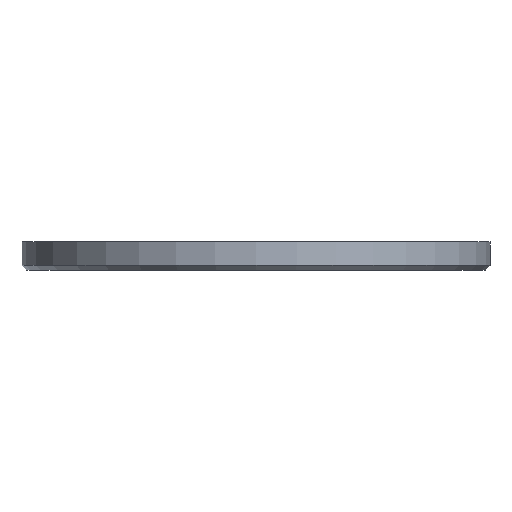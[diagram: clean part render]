
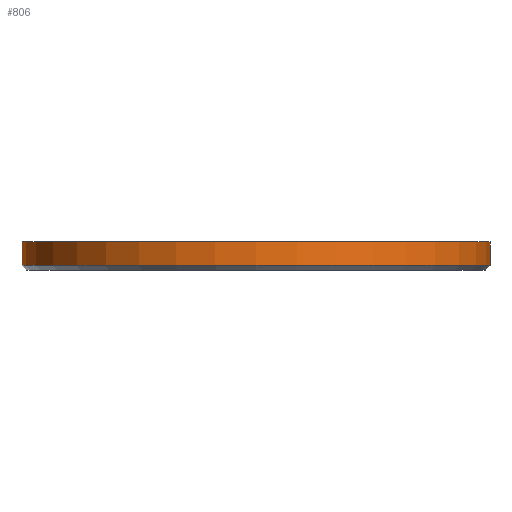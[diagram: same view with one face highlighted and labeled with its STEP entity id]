
A CAD part, front view. The second image highlights one B-rep face of the part: STEP entity #806.
In plain terms, the highlighted cylindrical face has radius 50 mm (diameter 100 mm), a partial arc.
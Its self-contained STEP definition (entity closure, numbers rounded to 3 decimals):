
#48 = CARTESIAN_POINT ( 'NONE',  ( 50., 0., 6. ) ) ;
#62 = CARTESIAN_POINT ( 'NONE',  ( 0., 0., 6. ) ) ;
#94 = CIRCLE ( 'NONE', #571, 50. ) ;
#98 = DIRECTION ( 'NONE',  ( 0., 0., 1. ) ) ;
#101 = EDGE_CURVE ( 'NONE', #281, #258, #94, .T. ) ;
#114 = CYLINDRICAL_SURFACE ( 'NONE', #316, 50. ) ;
#167 = EDGE_CURVE ( 'NONE', #458, #281, #820, .T. ) ;
#180 = VECTOR ( 'NONE', #759, 1000. ) ;
#204 = VECTOR ( 'NONE', #439, 1000. ) ;
#254 = EDGE_CURVE ( 'NONE', #458, #451, #339, .T. ) ;
#258 = VERTEX_POINT ( 'NONE', #365 ) ;
#281 = VERTEX_POINT ( 'NONE', #763 ) ;
#284 = CARTESIAN_POINT ( 'NONE',  ( 0., 0., 1. ) ) ;
#295 = CARTESIAN_POINT ( 'NONE',  ( -50., 0., 6. ) ) ;
#316 = AXIS2_PLACEMENT_3D ( 'NONE', #62, #575, #824 ) ;
#339 = CIRCLE ( 'NONE', #816, 50. ) ;
#340 = ORIENTED_EDGE ( 'NONE', *, *, #167, .T. ) ;
#365 = CARTESIAN_POINT ( 'NONE',  ( 50., 0., 1. ) ) ;
#439 = DIRECTION ( 'NONE',  ( 0., 0., -1. ) ) ;
#451 = VERTEX_POINT ( 'NONE', #552 ) ;
#458 = VERTEX_POINT ( 'NONE', #295 ) ;
#462 = EDGE_LOOP ( 'NONE', ( #472, #834, #340, #668 ) ) ;
#472 = ORIENTED_EDGE ( 'NONE', *, *, #715, .F. ) ;
#500 = FACE_OUTER_BOUND ( 'NONE', #462, .T. ) ;
#506 = CARTESIAN_POINT ( 'NONE',  ( -50., 0., 6. ) ) ;
#509 = DIRECTION ( 'NONE',  ( 0., 0., 1. ) ) ;
#552 = CARTESIAN_POINT ( 'NONE',  ( 50., 0., 6. ) ) ;
#571 = AXIS2_PLACEMENT_3D ( 'NONE', #284, #98, #800 ) ;
#575 = DIRECTION ( 'NONE',  ( 0., 0., -1. ) ) ;
#581 = CARTESIAN_POINT ( 'NONE',  ( 0., 0., 6. ) ) ;
#668 = ORIENTED_EDGE ( 'NONE', *, *, #101, .T. ) ;
#692 = LINE ( 'NONE', #48, #204 ) ;
#715 = EDGE_CURVE ( 'NONE', #451, #258, #692, .T. ) ;
#756 = DIRECTION ( 'NONE',  ( 1., 0., 0. ) ) ;
#759 = DIRECTION ( 'NONE',  ( 0., 0., -1. ) ) ;
#763 = CARTESIAN_POINT ( 'NONE',  ( -50., 0., 1. ) ) ;
#800 = DIRECTION ( 'NONE',  ( 1., 0., 0. ) ) ;
#806 = ADVANCED_FACE ( 'NONE', ( #500 ), #114, .T. ) ;
#816 = AXIS2_PLACEMENT_3D ( 'NONE', #581, #509, #756 ) ;
#820 = LINE ( 'NONE', #506, #180 ) ;
#824 = DIRECTION ( 'NONE',  ( -1., 0., 0. ) ) ;
#834 = ORIENTED_EDGE ( 'NONE', *, *, #254, .F. ) ;
